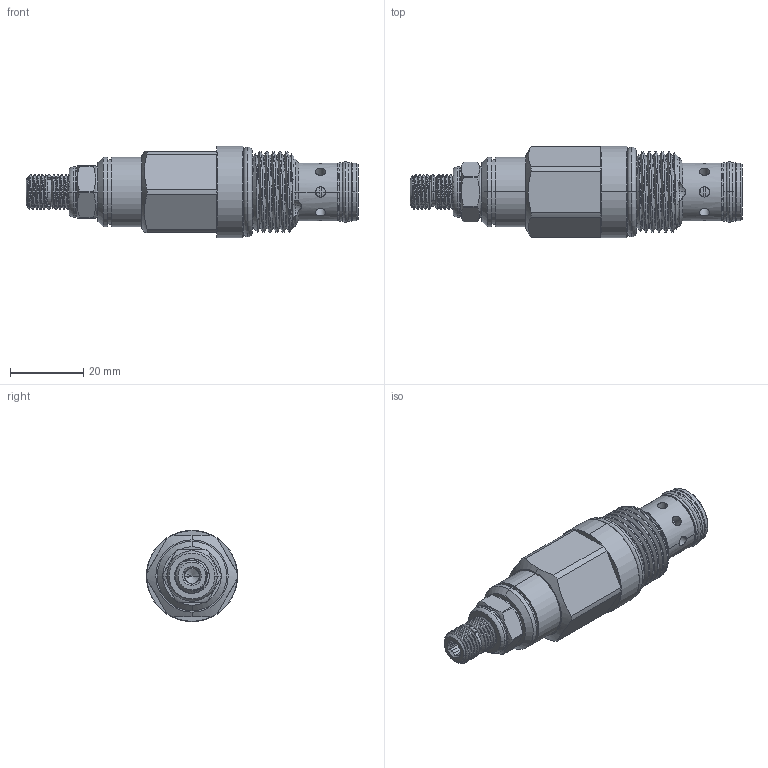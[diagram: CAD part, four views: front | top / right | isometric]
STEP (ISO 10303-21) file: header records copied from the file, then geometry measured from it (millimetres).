
FILE_DESCRIPTION (( 'STEP AP203' ), '1' );
FILE_NAME ('RP10W20-L-7.STEP', '2020-03-23T07:27:34', ( '' ), ( '' ), 'SwSTEP 2.0', 'SolidWorks 2018', '' );
FILE_SCHEMA (( 'CONFIG_CONTROL_DESIGN' ));
Length unit declared in the file: millimetre
Products named in the file (1): RP10W20-L-7
Bounding box: 90.86 x 25 x 25 mm (x, y, z)
Volume: 24844.6 mm3; surface area: 9363.6 mm2
Topology: 8 solids, 12 shells, 776 faces, 2139 edges, 1343 vertices
Faces by surface type: cylinder 576, plane 74, cone 61, torus 46, sphere 10, bspline 9
Entity records: 58030 total; most frequent: CARTESIAN_POINT 39184, ORIENTED_EDGE 4274, DIRECTION 3122, EDGE_CURVE 2137, VERTEX_POINT 1343, AXIS2_PLACEMENT_3D 1231, EDGE_LOOP 1182, B_SPLINE_CURVE_WITH_KNOTS 946
